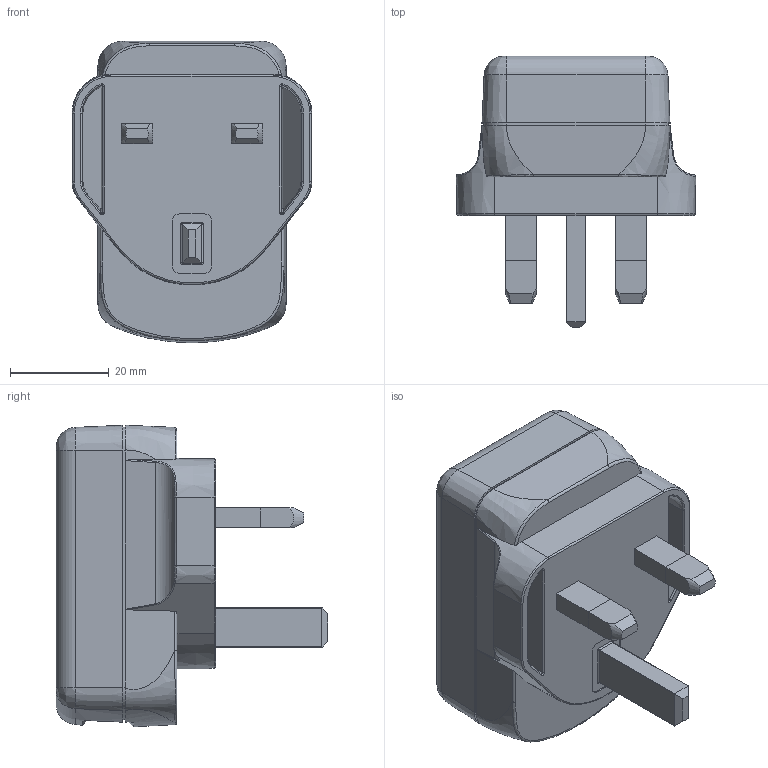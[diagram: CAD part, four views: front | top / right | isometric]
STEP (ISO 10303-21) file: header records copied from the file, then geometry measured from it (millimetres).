
FILE_DESCRIPTION((''),'2;1');
FILE_NAME('GTM86100-10VV-W2U-USB_3_ASM','2020-12-30T13:49:33',('rd05'),(''),'CREO PARAMETRIC BY PTC INC, 2018050','CREO PARAMETRIC BY PTC INC, 2018050','');
FILE_SCHEMA(('CONFIG_CONTROL_DESIGN','GEOMETRIC_VALIDATION_PROPERTIES_MIM'));
Length unit declared in the file: millimetre
Products named in the file (4): 10PFJ-TOP-NEW_24_1_1; 10PFJ_UK_57_1_1; UK-P_1_1_1; GTM86100-10VV-W2U-USB_3_ASM
Assembly tree (4 placements, depth 2):
  GTM86100-10VV-W2U-USB_3_ASM
    10PFJ-TOP-NEW_24_1_1
    10PFJ_UK_57_1_1
    UK-P_1_1_1  x2
Bounding box: 48.44 x 54.9 x 60.93 mm (x, y, z)
Volume: 20689.4 mm3; surface area: 23571.6 mm2
Topology: 4 solids, 4 shells, 602 faces, 1573 edges, 998 vertices
Faces by surface type: plane 356, cylinder 121, bspline 42, cone 40, torus 33, extrusion 8, sphere 2
Entity records: 21123 total; most frequent: CARTESIAN_POINT 7261, ORIENTED_EDGE 2962, DIRECTION 2668, EDGE_CURVE 1481, VECTOR 940, VERTEX_POINT 938, LINE 932, AXIS2_PLACEMENT_3D 864
